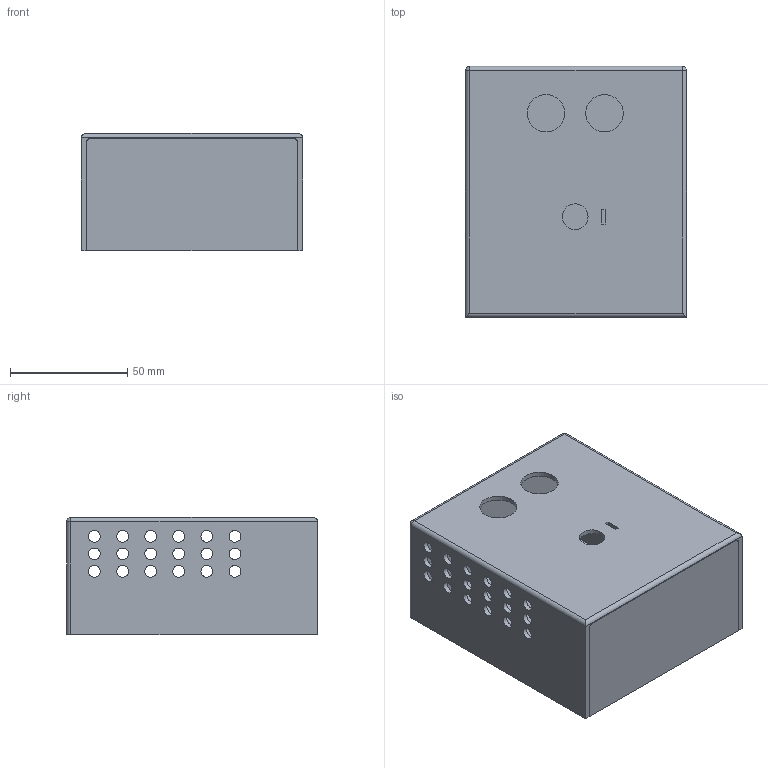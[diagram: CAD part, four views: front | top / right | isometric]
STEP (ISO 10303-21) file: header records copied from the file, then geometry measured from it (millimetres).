
FILE_DESCRIPTION(/* description */ (''),/* implementation_level */ '2;1');
FILE_NAME(/* name */ 'protocase-designer v3.step',/* time_stamp */ '2022-12-20T10:10:29-08:00',/* author */ (''),/* organization */ (''),/* preprocessor_version */ 'ST-DEVELOPER v19.2',/* originating_system */ 'Autodesk Translation Framework v11.17.0.187',/* authorisation */ '');
FILE_SCHEMA (('AUTOMOTIVE_DESIGN { 1 0 10303 214 3 1 1 }'));
Length unit declared in the file: millimetre
Products named in the file (3): protocase-designer; bottom; top
Assembly tree (2 placements, depth 2):
  protocase-designer
    bottom
    top
Bounding box: 94.4 x 107.2 x 50 mm (x, y, z)
Volume: 80110.5 mm3; surface area: 82941.4 mm2
Topology: 2 solids, 2 shells, 80 faces, 216 edges, 140 vertices
Faces by surface type: cylinder 50, plane 28, sphere 2
Full cylindrical faces by diameter (mm): 5 x36, 11 x1, 16 x2
Entity records: 2785 total; most frequent: DIRECTION 482, CARTESIAN_POINT 441, ORIENTED_EDGE 432, EDGE_CURVE 216, AXIS2_PLACEMENT_3D 181, EDGE_LOOP 160, VERTEX_POINT 140, LINE 120
